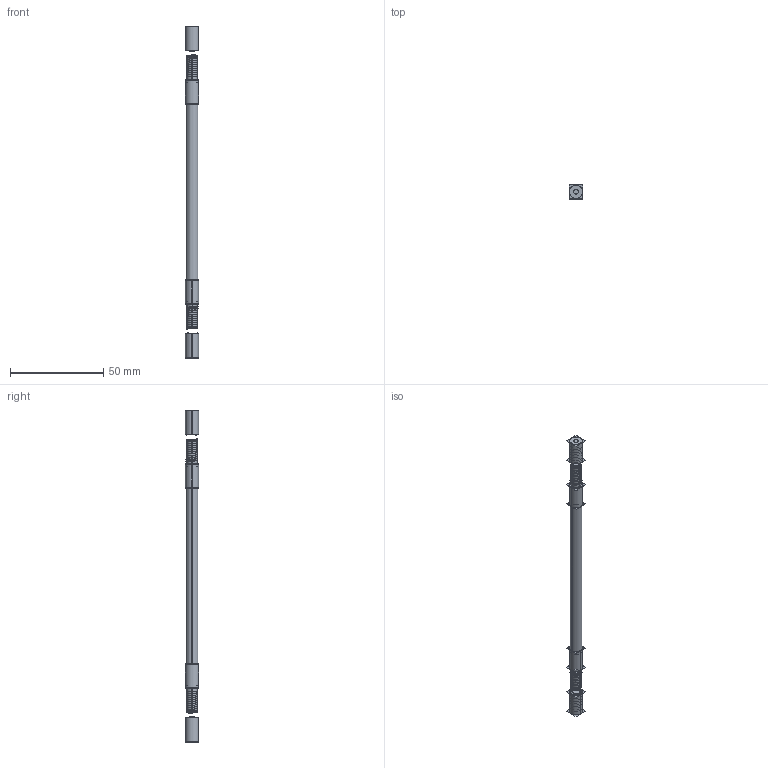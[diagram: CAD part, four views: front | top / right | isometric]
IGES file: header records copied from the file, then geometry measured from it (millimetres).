
Start section:  PTC IGES file: 193964.igs
Global section: file name: 193964.igs; native system: Creo Parametric by Parametric Technology Corporation; preprocessor: 2013230; author: pdmadmin; organization: Unknown; date: 20160309.110859; units: millimetre
Bounding box: 7.27 x 7.27 x 177.62 mm (x, y, z)
Volume: 3972.4 mm3; surface area: 58561.9 mm2
Topology: 7 solids, 7 shells, 884 faces, 4600 edges, 5788 vertices
Faces by surface type: bspline 488, revolution 396
